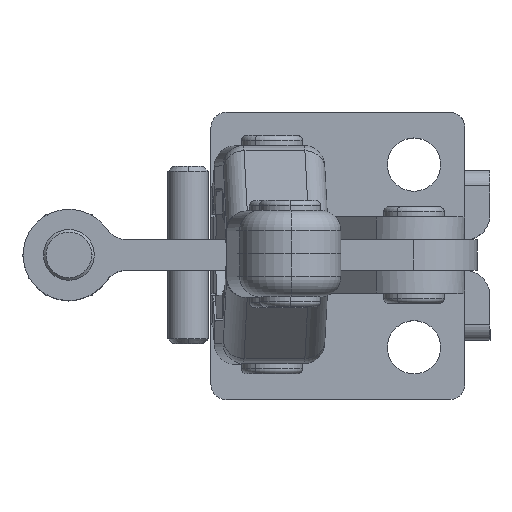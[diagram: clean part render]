
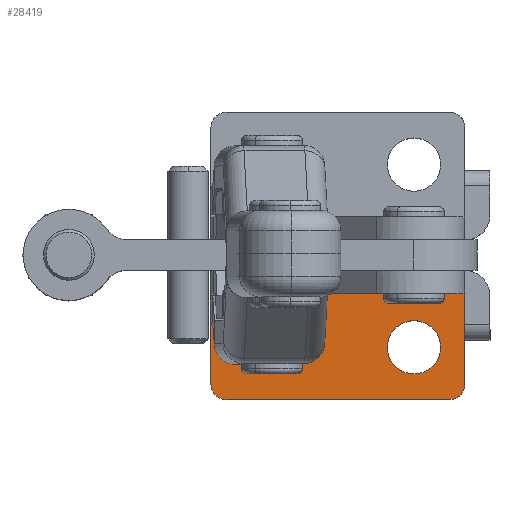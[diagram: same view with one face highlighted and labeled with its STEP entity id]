
A CAD part, top view. The second image highlights one B-rep face of the part: STEP entity #28419.
In plain terms, the highlighted planar face has unit normal (0, 0, 1).
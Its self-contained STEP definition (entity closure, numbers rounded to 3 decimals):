
#709 = DIRECTION ( 'NONE',  ( 0., 0., 1. ) ) ;
#716 = CARTESIAN_POINT ( 'NONE',  ( -52., -25.301, 0. ) ) ;
#718 = PLANE ( 'NONE',  #19266 ) ;
#720 = DIRECTION ( 'NONE',  ( 0., -1., 0. ) ) ;
#1513 = DIRECTION ( 'NONE',  ( 0., -1., 0. ) ) ;
#1514 = DIRECTION ( 'NONE',  ( 0., 0., -1. ) ) ;
#1515 = CARTESIAN_POINT ( 'NONE',  ( -52., -25.301, 0. ) ) ;
#1826 = DIRECTION ( 'NONE',  ( 0., 1., 0. ) ) ;
#1899 = CARTESIAN_POINT ( 'NONE',  ( -55., -4.501, 0. ) ) ;
#2020 = DIRECTION ( 'NONE',  ( 0., 1., 0. ) ) ;
#2032 = DIRECTION ( 'NONE',  ( 0., 0., -1. ) ) ;
#2038 = CARTESIAN_POINT ( 'NONE',  ( -15., -18.001, 0. ) ) ;
#2266 = CARTESIAN_POINT ( 'NONE',  ( -52., -28.301, 0. ) ) ;
#2267 = DIRECTION ( 'NONE',  ( -1., 0., 0. ) ) ;
#2468 = DIRECTION ( 'NONE',  ( 0., 1., 0. ) ) ;
#2469 = DIRECTION ( 'NONE',  ( 0., 0., -1. ) ) ;
#2470 = CARTESIAN_POINT ( 'NONE',  ( -45., -18.001, 0. ) ) ;
#3825 = CARTESIAN_POINT ( 'NONE',  ( -15., -18.001, 0. ) ) ;
#3830 = DIRECTION ( 'NONE',  ( 0., 0., -1. ) ) ;
#3835 = DIRECTION ( 'NONE',  ( 1., 0., 0. ) ) ;
#3849 = CARTESIAN_POINT ( 'NONE',  ( -5., -25.301, 0. ) ) ;
#4056 = CARTESIAN_POINT ( 'NONE',  ( -55., -5.001, 0. ) ) ;
#4233 = DIRECTION ( 'NONE',  ( 0., 1., 0. ) ) ;
#4628 = DIRECTION ( 'NONE',  ( 0., -1., 0. ) ) ;
#5010 = DIRECTION ( 'NONE',  ( 0., -1., 0. ) ) ;
#5011 = DIRECTION ( 'NONE',  ( 0., 0., -1. ) ) ;
#5012 = CARTESIAN_POINT ( 'NONE',  ( -8., -25.301, 0. ) ) ;
#5065 = DIRECTION ( 'NONE',  ( 0., 1., 0. ) ) ;
#5066 = DIRECTION ( 'NONE',  ( 0., 0., -1. ) ) ;
#5068 = CARTESIAN_POINT ( 'NONE',  ( -45., -18.001, 0. ) ) ;
#5707 = CARTESIAN_POINT ( 'NONE',  ( -5., -5.001, 0. ) ) ;
#5776 = CARTESIAN_POINT ( 'NONE',  ( -5., -25.301, 0. ) ) ;
#5808 = CARTESIAN_POINT ( 'NONE',  ( -55., -5.001, 0. ) ) ;
#8099 = CARTESIAN_POINT ( 'NONE',  ( -45., -23.251, 0. ) ) ;
#8132 = CARTESIAN_POINT ( 'NONE',  ( -52., -28.301, 0. ) ) ;
#8165 = CARTESIAN_POINT ( 'NONE',  ( -45., -12.751, 0. ) ) ;
#8169 = CARTESIAN_POINT ( 'NONE',  ( -55., -25.301, 0. ) ) ;
#8176 = CARTESIAN_POINT ( 'NONE',  ( -15., -12.751, 0. ) ) ;
#8224 = CARTESIAN_POINT ( 'NONE',  ( -15., -23.251, 0. ) ) ;
#8226 = CARTESIAN_POINT ( 'NONE',  ( -8., -28.301, 0. ) ) ;
#13033 = CIRCLE ( 'NONE', #19075, 5.25 ) ;
#13063 = CIRCLE ( 'NONE', #19079, 3. ) ;
#13136 = LINE ( 'NONE', #4056, #13144 ) ;
#13144 = VECTOR ( 'NONE', #3835, 1000. ) ;
#13347 = CIRCLE ( 'NONE', #19112, 5.25 ) ;
#13385 = LINE ( 'NONE', #3849, #13392 ) ;
#13392 = VECTOR ( 'NONE', #4628, 1000. ) ;
#13724 = CIRCLE ( 'NONE', #19155, 5.25 ) ;
#13781 = CIRCLE ( 'NONE', #19158, 5.25 ) ;
#13794 = LINE ( 'NONE', #1899, #13808 ) ;
#13808 = VECTOR ( 'NONE', #1826, 1000. ) ;
#13856 = LINE ( 'NONE', #2266, #13858 ) ;
#13858 = VECTOR ( 'NONE', #2267, 1000. ) ;
#14029 = CIRCLE ( 'NONE', #19182, 3. ) ;
#19075 = AXIS2_PLACEMENT_3D ( 'NONE', #5068, #5066, #5065 ) ;
#19079 = AXIS2_PLACEMENT_3D ( 'NONE', #5012, #5011, #5010 ) ;
#19112 = AXIS2_PLACEMENT_3D ( 'NONE', #3825, #3830, #4233 ) ;
#19155 = AXIS2_PLACEMENT_3D ( 'NONE', #2470, #2469, #2468 ) ;
#19158 = AXIS2_PLACEMENT_3D ( 'NONE', #2038, #2032, #2020 ) ;
#19182 = AXIS2_PLACEMENT_3D ( 'NONE', #1515, #1514, #1513 ) ;
#19266 = AXIS2_PLACEMENT_3D ( 'NONE', #716, #709, #720 ) ;
#23318 = ORIENTED_EDGE ( 'NONE', *, *, #25950, .F. ) ;
#23319 = ORIENTED_EDGE ( 'NONE', *, *, #25573, .T. ) ;
#23371 = ORIENTED_EDGE ( 'NONE', *, *, #24872, .T. ) ;
#23467 = VERTEX_POINT ( 'NONE', #5808 ) ;
#23530 = VERTEX_POINT ( 'NONE', #5776 ) ;
#23676 = VERTEX_POINT ( 'NONE', #5707 ) ;
#23684 = ORIENTED_EDGE ( 'NONE', *, *, #25474, .T. ) ;
#23705 = ORIENTED_EDGE ( 'NONE', *, *, #24582, .F. ) ;
#23731 = ORIENTED_EDGE ( 'NONE', *, *, #25610, .F. ) ;
#23739 = ORIENTED_EDGE ( 'NONE', *, *, #25684, .F. ) ;
#23856 = ORIENTED_EDGE ( 'NONE', *, *, #24531, .F. ) ;
#23858 = ORIENTED_EDGE ( 'NONE', *, *, #24955, .F. ) ;
#23997 = ORIENTED_EDGE ( 'NONE', *, *, #24516, .T. ) ;
#24516 = EDGE_CURVE ( 'NONE', #31493, #31456, #13033, .T. ) ;
#24531 = EDGE_CURVE ( 'NONE', #23530, #31539, #13063, .T. ) ;
#24582 = EDGE_CURVE ( 'NONE', #23467, #23676, #13136, .T. ) ;
#24747 = FACE_BOUND ( 'NONE', #30608, .T. ) ;
#24754 = FACE_OUTER_BOUND ( 'NONE', #30868, .T. ) ;
#24757 = FACE_BOUND ( 'NONE', #30366, .T. ) ;
#24872 = EDGE_CURVE ( 'NONE', #31530, #31500, #13347, .T. ) ;
#24955 = EDGE_CURVE ( 'NONE', #23676, #23530, #13385, .T. ) ;
#25474 = EDGE_CURVE ( 'NONE', #31456, #31493, #13724, .T. ) ;
#25573 = EDGE_CURVE ( 'NONE', #31500, #31530, #13781, .T. ) ;
#25610 = EDGE_CURVE ( 'NONE', #31495, #23467, #13794, .T. ) ;
#25684 = EDGE_CURVE ( 'NONE', #31539, #31475, #13856, .T. ) ;
#25950 = EDGE_CURVE ( 'NONE', #31475, #31495, #14029, .T. ) ;
#28419 = ADVANCED_FACE ( 'NONE', ( #24747, #24757, #24754 ), #718, .T. ) ;
#30366 = EDGE_LOOP ( 'NONE', ( #23684, #23997 ) ) ;
#30608 = EDGE_LOOP ( 'NONE', ( #23371, #23319 ) ) ;
#30868 = EDGE_LOOP ( 'NONE', ( #23858, #23705, #23731, #23318, #23739, #23856 ) ) ;
#31456 = VERTEX_POINT ( 'NONE', #8099 ) ;
#31475 = VERTEX_POINT ( 'NONE', #8132 ) ;
#31493 = VERTEX_POINT ( 'NONE', #8165 ) ;
#31495 = VERTEX_POINT ( 'NONE', #8169 ) ;
#31500 = VERTEX_POINT ( 'NONE', #8176 ) ;
#31530 = VERTEX_POINT ( 'NONE', #8224 ) ;
#31539 = VERTEX_POINT ( 'NONE', #8226 ) ;
